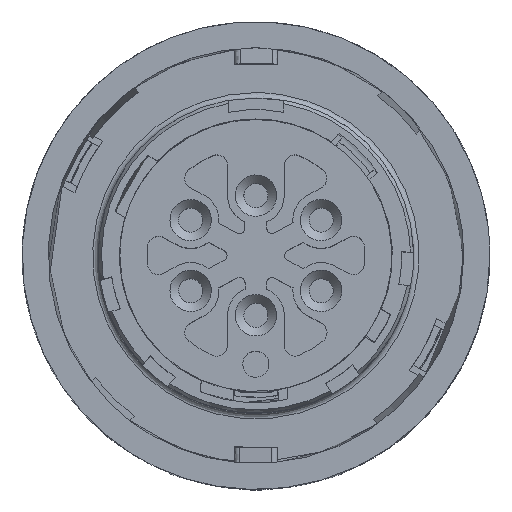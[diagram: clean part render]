
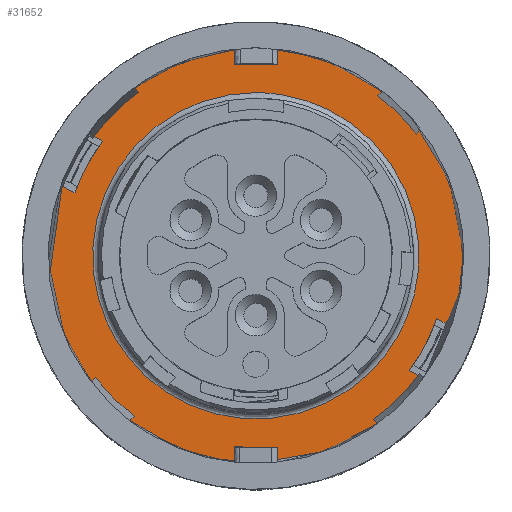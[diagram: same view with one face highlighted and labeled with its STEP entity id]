
A CAD part, top view. The second image highlights one B-rep face of the part: STEP entity #31652.
In plain terms, the highlighted free-form (B-spline) face has degree [1, 1] with [2, 2] control points.
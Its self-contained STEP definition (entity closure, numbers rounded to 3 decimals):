
#30687=CARTESIAN_POINT('V400',(27.525,44.219,
   41.123));
#30688=VERTEX_POINT('V400',#30687);
#30694=CARTESIAN_POINT('V399',(42.863,52.005,
   41.123));
#30695=VERTEX_POINT('V399',#30694);
#30696=CARTESIAN_POINT('E582',(42.863,52.005,
   41.123));
#30697=CARTESIAN_POINT('E582',(33.218,52.005,
   41.123));
#30698=CARTESIAN_POINT('E582',(27.525,44.219,
   41.123));
#30706=(BOUNDED_CURVE()B_SPLINE_CURVE(2,(#30696,#30697,#30698),
   .CIRCULAR_ARC.,.F.,.U.)CURVE()GEOMETRIC_REPRESENTATION_ITEM()
   QUASI_UNIFORM_CURVE()RATIONAL_B_SPLINE_CURVE((1.0,
   0.773,0.752))REPRESENTATION_ITEM('E582')
   );
#30707=EDGE_CURVE('E582',#30695,#30688,#30706,.T.);
#30752=CARTESIAN_POINT('V326',(28.775,43.554,
   41.123));
#30753=VERTEX_POINT('V326',#30752);
#30761=CARTESIAN_POINT('E583',(28.775,43.554,
   41.123));
#30762=CARTESIAN_POINT('E583',(27.525,44.219,
   41.123));
#30763=QUASI_UNIFORM_CURVE('E583',1,(#30761,#30762),.POLYLINE_FORM.,
   .F.,.U.);
#30764=EDGE_CURVE('E583',#30753,#30688,#30763,.T.);
#31191=CARTESIAN_POINT('V325',(26.24,38.786,
   41.123));
#31192=VERTEX_POINT('V325',#31191);
#31198=CARTESIAN_POINT('E472',(26.24,38.786,
   41.123));
#31199=CARTESIAN_POINT('E472',(27.137,41.367,
   41.123));
#31200=CARTESIAN_POINT('E472',(28.775,43.554,
   41.123));
#31208=(BOUNDED_CURVE()B_SPLINE_CURVE(2,(#31198,#31199,#31200),
   .CIRCULAR_ARC.,.F.,.U.)CURVE()GEOMETRIC_REPRESENTATION_ITEM()
   QUASI_UNIFORM_CURVE()RATIONAL_B_SPLINE_CURVE((1.0,
   0.988,1.0))REPRESENTATION_ITEM('E472'));
#31209=EDGE_CURVE('E472',#31192,#30753,#31208,.T.);
#31222=CARTESIAN_POINT('V401',(24.99,39.451,
   41.123));
#31223=VERTEX_POINT('V401',#31222);
#31229=CARTESIAN_POINT('E584',(24.99,39.451,
   41.123));
#31230=CARTESIAN_POINT('E584',(26.24,38.786,
   41.123));
#31231=QUASI_UNIFORM_CURVE('E584',1,(#31229,#31230),.POLYLINE_FORM.,
   .F.,.U.);
#31232=EDGE_CURVE('E584',#31223,#31192,#31231,.T.);
#31283=CARTESIAN_POINT('V402',(58.202,21.792,
   41.123));
#31284=VERTEX_POINT('V402',#31283);
#31290=CARTESIAN_POINT('E585',(58.202,21.792,
   41.123));
#31291=CARTESIAN_POINT('E585',(40.99,-1.751,
   41.123));
#31292=CARTESIAN_POINT('E585',(26.409,23.505,
   41.123));
#31293=CARTESIAN_POINT('E585',(21.996,31.148,
   41.123));
#31294=CARTESIAN_POINT('E585',(24.99,39.451,
   41.123));
#31302=(BOUNDED_CURVE()B_SPLINE_CURVE(2,(#31290,#31291,#31292,
   #31293,#31294),.CIRCULAR_ARC.,.F.,.U.)B_SPLINE_CURVE_WITH_KNOTS(
   (3,2,3),(19.94,37.61,
   45.564),.UNSPECIFIED.)CURVE()
   GEOMETRIC_REPRESENTATION_ITEM()RATIONAL_B_SPLINE_CURVE((
   0.943,0.53,1.0,0.789,
   0.756))REPRESENTATION_ITEM('E585'));
#31303=EDGE_CURVE('E585',#31284,#31223,#31302,.T.);
#31325=CARTESIAN_POINT('V320',(56.952,22.456,
   41.123));
#31326=VERTEX_POINT('V320',#31325);
#31332=CARTESIAN_POINT('E586',(56.952,22.456,
   41.123));
#31333=CARTESIAN_POINT('E586',(58.202,21.792,
   41.123));
#31334=QUASI_UNIFORM_CURVE('E586',1,(#31332,#31333),.POLYLINE_FORM.,
   .F.,.U.);
#31335=EDGE_CURVE('E586',#31326,#31284,#31334,.T.);
#31467=CARTESIAN_POINT('V319',(59.487,27.224,
   41.123));
#31468=VERTEX_POINT('V319',#31467);
#31474=CARTESIAN_POINT('E465',(56.952,22.456,
   41.123));
#31475=CARTESIAN_POINT('E465',(58.589,24.644,
   41.123));
#31476=CARTESIAN_POINT('E465',(59.487,27.224,
   41.123));
#31484=(BOUNDED_CURVE()B_SPLINE_CURVE(2,(#31474,#31475,#31476),
   .CIRCULAR_ARC.,.F.,.U.)CURVE()GEOMETRIC_REPRESENTATION_ITEM()
   QUASI_UNIFORM_CURVE()RATIONAL_B_SPLINE_CURVE((1.0,
   0.988,1.0))REPRESENTATION_ITEM('E465'));
#31485=EDGE_CURVE('E465',#31326,#31468,#31484,.T.);
#31575=CARTESIAN_POINT('V398',(60.737,26.56,
   41.123));
#31576=VERTEX_POINT('V398',#31575);
#31577=CARTESIAN_POINT('E581',(60.737,26.56,
   41.123));
#31578=CARTESIAN_POINT('E581',(69.913,52.005,
   41.123));
#31579=CARTESIAN_POINT('E581',(42.863,52.005,
   41.123));
#31587=(BOUNDED_CURVE()B_SPLINE_CURVE(2,(#31577,#31578,#31579),
   .CIRCULAR_ARC.,.F.,.U.)CURVE()GEOMETRIC_REPRESENTATION_ITEM()
   QUASI_UNIFORM_CURVE()RATIONAL_B_SPLINE_CURVE((0.912,
   0.549,1.0))REPRESENTATION_ITEM('E581'));
#31588=EDGE_CURVE('E581',#31576,#30695,#31587,.T.);
#31605=CARTESIAN_POINT('E580',(60.737,26.56,
   41.123));
#31606=CARTESIAN_POINT('E580',(59.487,27.224,
   41.123));
#31607=QUASI_UNIFORM_CURVE('E580',1,(#31605,#31606),.POLYLINE_FORM.,
   .F.,.U.);
#31608=EDGE_CURVE('E580',#31576,#31468,#31607,.T.);
#31615=CARTESIAN_POINT('F208',(63.763,12.105,
   41.123));
#31616=CARTESIAN_POINT('F208',(63.763,53.905,
   41.123));
#31617=CARTESIAN_POINT('F208',(21.963,12.105,
   41.123));
#31618=CARTESIAN_POINT('F208',(21.963,53.905,
   41.123));
#31619=QUASI_UNIFORM_SURFACE('F208',1,1,((#31615,#31617),(#31616,
   #31618)),.PLANE_SURF.,.F.,.F.,.U.);
#31620=ORIENTED_EDGE('E580',*,*,#31608,.F.);
#31621=ORIENTED_EDGE('E581',*,*,#31588,.T.);
#31622=ORIENTED_EDGE('E582',*,*,#30707,.T.);
#31623=ORIENTED_EDGE('E583',*,*,#30764,.F.);
#31624=ORIENTED_EDGE('E472',*,*,#31209,.F.);
#31625=ORIENTED_EDGE('E584',*,*,#31232,.F.);
#31626=ORIENTED_EDGE('E585',*,*,#31303,.F.);
#31627=ORIENTED_EDGE('E586',*,*,#31335,.F.);
#31628=ORIENTED_EDGE('E465',*,*,#31485,.T.);
#31629=EDGE_LOOP('F208',(#31620,#31621,#31622,#31623,#31624,#31625,
   #31626,#31627,#31628));
#31630=FACE_OUTER_BOUND('F208',#31629,.T.);
#31631=CARTESIAN_POINT('V403',(42.863,48.005,
   41.123));
#31632=VERTEX_POINT('V403',#31631);
#31633=CARTESIAN_POINT('E587',(42.863,48.005,
   41.123));
#31634=CARTESIAN_POINT('E587',(16.883,48.005,
   41.123));
#31635=CARTESIAN_POINT('E587',(29.873,25.505,
   41.123));
#31636=CARTESIAN_POINT('E587',(42.863,3.005,
   41.123));
#31637=CARTESIAN_POINT('E587',(55.854,25.505,
   41.123));
#31638=CARTESIAN_POINT('E587',(68.844,48.005,
   41.123));
#31639=CARTESIAN_POINT('E587',(42.863,48.005,
   41.123));
#31647=(BOUNDED_CURVE()B_SPLINE_CURVE(2,(#31633,#31634,#31635,
   #31636,#31637,#31638,#31639),.CIRCULAR_ARC.,.T.,.U.)
   B_SPLINE_CURVE_WITH_KNOTS((3,2,2,3),(0.0,50.737,
   101.474,152.21),.UNSPECIFIED.)CURVE()
   GEOMETRIC_REPRESENTATION_ITEM()RATIONAL_B_SPLINE_CURVE((1.0,
   0.5,1.0,0.5,1.0,0.5,1.0)
   )REPRESENTATION_ITEM('E587'));
#31648=EDGE_CURVE('E587',#31632,#31632,#31647,.T.);
#31649=ORIENTED_EDGE('E587',*,*,#31648,.F.);
#31650=EDGE_LOOP('F208',(#31649));
#31651=FACE_BOUND('F208',#31650,.T.);
#31652=ADVANCED_FACE('F208',(#31630,#31651),#31619,.T.);
